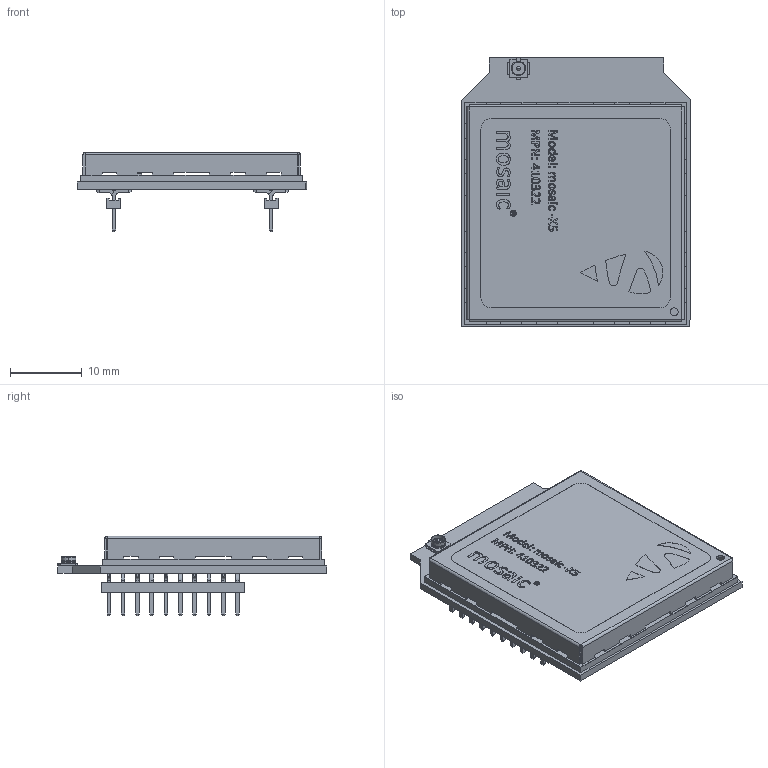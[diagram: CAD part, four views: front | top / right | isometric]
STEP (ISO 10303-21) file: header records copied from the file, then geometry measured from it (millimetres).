
FILE_DESCRIPTION (( 'STEP AP214' ), '1' );
FILE_NAME ('AS-RTK3B-MICRO-MX-L125UFLNH-00.STEP', '2023-03-20T06:13:42', ( '' ), ( '' ), 'SwSTEP 2.0', 'SolidWorks 2020', '' );
FILE_SCHEMA (( 'AUTOMOTIVE_DESIGN' ));
Length unit declared in the file: millimetre
Products named in the file (9): TMM-110-01-G-S-SM-P-TR_body.stp; TMM-110-01-G-S-SM_pins1.stp; PCB_srtk3bmicro; TMM-110-01-G-S-SM-P-TR.stp; CONUFL001-SMD-T--3DModel-STEP-269445.step; AS-RTK3B-MICRO-MX-L125UFLNH-00; TMM-110-01-G-S-SM-P-TR_sm_pins2.stp; Mosaic-410322--3DModel-STEP-1.step
Assembly tree (11 placements, depth 3):
  AS-RTK3B-MICRO-MX-L125UFLNH-00
    PCB_srtk3bmicro
    TMM-110-01-G-S-SM-P-TR.stp
      TMM-110-01-G-S-SM-P-TR_sm_pins2.stp
      TMM-110-01-G-S-SM_pins1.stp
      TMM-110-01-G-S-SM-P-TR_body.stp
    Mosaic-410322--3DModel-STEP-1.step
    TMM-110-01-G-S-SM-P-TR.stp
      TMM-110-01-G-S-SM-P-TR_sm_pins2.stp
      TMM-110-01-G-S-SM_pins1.stp
      TMM-110-01-G-S-SM-P-TR_body.stp
    CONUFL001-SMD-T--3DModel-STEP-269445.step
Bounding box: 32.13 x 37.65 x 11.14 mm (x, y, z)
Volume: 2652.8 mm3; surface area: 9955.5 mm2
Topology: 326 solids, 326 shells, 3786 faces, 8427 edges, 5546 vertices
Faces by surface type: plane 2066, cylinder 1064, bspline 650, cone 6
Entity records: 128801 total; most frequent: CARTESIAN_POINT 50842, ORIENTED_EDGE 15254, DIRECTION 14116, EDGE_CURVE 7627, VERTEX_POINT 5042, AXIS2_PLACEMENT_3D 4940, VECTOR 4236, LINE 4236
